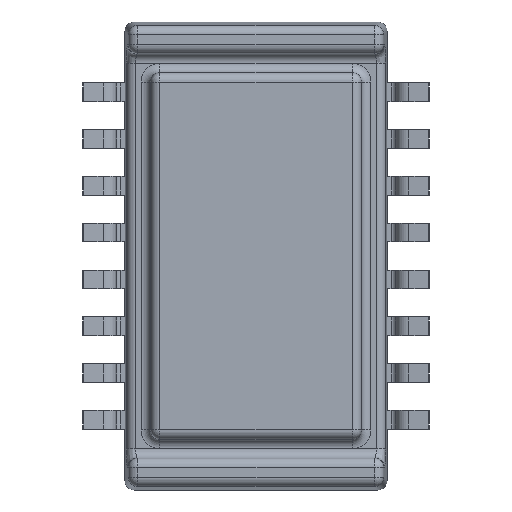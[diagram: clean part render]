
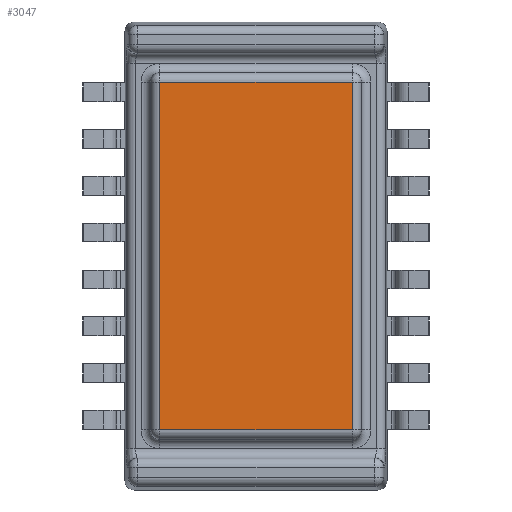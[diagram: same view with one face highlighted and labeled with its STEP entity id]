
A CAD part, front view. The second image highlights one B-rep face of the part: STEP entity #3047.
In plain terms, the highlighted planar face has unit normal (0, -1, 0).
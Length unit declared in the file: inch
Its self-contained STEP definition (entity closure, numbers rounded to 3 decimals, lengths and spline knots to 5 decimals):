
#80 = VERTEX_POINT ( 'NONE', #2264 ) ;
#297 = LINE ( 'NONE', #3213, #6650 ) ;
#310 = EDGE_CURVE ( 'NONE', #2536, #3030, #297, .T. ) ;
#396 = CARTESIAN_POINT ( 'NONE',  ( 0.1027, 0.005, 0.18589 ) ) ;
#406 = EDGE_CURVE ( 'NONE', #3030, #4051, #685, .T. ) ;
#417 = DIRECTION ( 'NONE',  ( 1., 0., 0. ) ) ;
#685 = LINE ( 'NONE', #2014, #8785 ) ;
#754 = CARTESIAN_POINT ( 'NONE',  ( -0.1027, 0.005, -0.19589 ) ) ;
#2006 = ORIENTED_EDGE ( 'NONE', *, *, #310, .T. ) ;
#2014 = CARTESIAN_POINT ( 'NONE',  ( -0.1127, 0.005, 0.18589 ) ) ;
#2155 = DIRECTION ( 'NONE',  ( -1., 0., 0. ) ) ;
#2264 = CARTESIAN_POINT ( 'NONE',  ( -0.1027, 0.005, -0.18589 ) ) ;
#2536 = VERTEX_POINT ( 'NONE', #6163 ) ;
#2840 = CARTESIAN_POINT ( 'NONE',  ( 0.1127, 0.005, -0.18589 ) ) ;
#3030 = VERTEX_POINT ( 'NONE', #396 ) ;
#3047 = ADVANCED_FACE ( 'NONE', ( #3496 ), #4878, .T. ) ;
#3161 = EDGE_LOOP ( 'NONE', ( #7100, #4790, #4628, #2006 ) ) ;
#3213 = CARTESIAN_POINT ( 'NONE',  ( 0.1027, 0.005, 0.19589 ) ) ;
#3331 = VECTOR ( 'NONE', #417, 39.37008 ) ;
#3429 = AXIS2_PLACEMENT_3D ( 'NONE', #3543, #7058, #5544 ) ;
#3496 = FACE_OUTER_BOUND ( 'NONE', #3161, .T. ) ;
#3543 = CARTESIAN_POINT ( 'NONE',  ( 0., 0.005, 0. ) ) ;
#4012 = EDGE_CURVE ( 'NONE', #80, #2536, #6939, .T. ) ;
#4051 = VERTEX_POINT ( 'NONE', #4545 ) ;
#4545 = CARTESIAN_POINT ( 'NONE',  ( -0.1027, 0.005, 0.18589 ) ) ;
#4628 = ORIENTED_EDGE ( 'NONE', *, *, #4012, .T. ) ;
#4790 = ORIENTED_EDGE ( 'NONE', *, *, #8930, .T. ) ;
#4878 = PLANE ( 'NONE',  #3429 ) ;
#5544 = DIRECTION ( 'NONE',  ( 1., 0., 0. ) ) ;
#5709 = LINE ( 'NONE', #754, #7034 ) ;
#6102 = DIRECTION ( 'NONE',  ( 0., 0., 1. ) ) ;
#6163 = CARTESIAN_POINT ( 'NONE',  ( 0.1027, 0.005, -0.18589 ) ) ;
#6650 = VECTOR ( 'NONE', #6102, 39.37008 ) ;
#6939 = LINE ( 'NONE', #2840, #3331 ) ;
#7034 = VECTOR ( 'NONE', #7997, 39.37008 ) ;
#7058 = DIRECTION ( 'NONE',  ( 0., -1., 0. ) ) ;
#7100 = ORIENTED_EDGE ( 'NONE', *, *, #406, .T. ) ;
#7997 = DIRECTION ( 'NONE',  ( 0., 0., -1. ) ) ;
#8785 = VECTOR ( 'NONE', #2155, 39.37008 ) ;
#8930 = EDGE_CURVE ( 'NONE', #4051, #80, #5709, .T. ) ;
